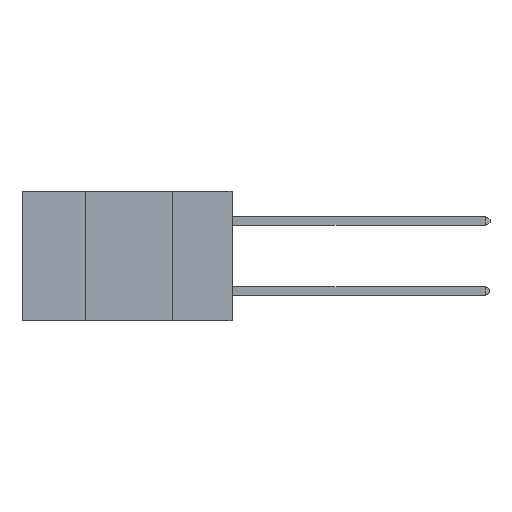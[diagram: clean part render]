
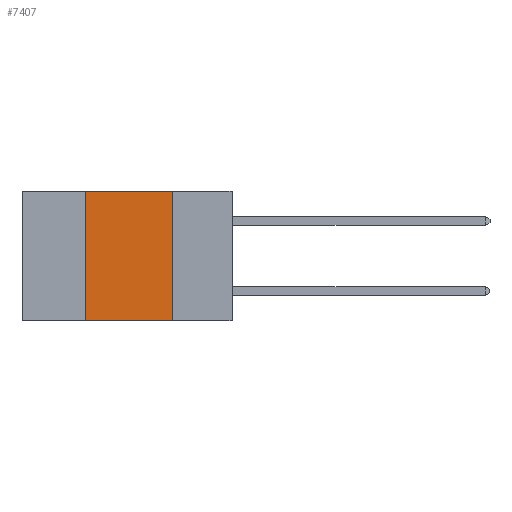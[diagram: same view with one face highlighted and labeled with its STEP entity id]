
A CAD part, left-side view. The second image highlights one B-rep face of the part: STEP entity #7407.
In plain terms, the highlighted planar face has unit normal (-1, 0, 0).
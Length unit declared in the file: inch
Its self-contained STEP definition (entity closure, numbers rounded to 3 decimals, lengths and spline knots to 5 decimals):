
#135 = EDGE_CURVE ( 'NONE', #5612, #13997, #10214, .T. ) ;
#501 = DIRECTION ( 'NONE',  ( 0., 0., -1. ) ) ;
#973 = DIRECTION ( 'NONE',  ( 0., -1., 0. ) ) ;
#1966 = CARTESIAN_POINT ( 'NONE',  ( 0., 0.17, -0.37 ) ) ;
#2226 = CARTESIAN_POINT ( 'NONE',  ( 0., 0.42, 0. ) ) ;
#2634 = EDGE_CURVE ( 'NONE', #14160, #5612, #5329, .T. ) ;
#2938 = CARTESIAN_POINT ( 'NONE',  ( 0., 0.42, 0. ) ) ;
#3498 = PLANE ( 'NONE',  #14236 ) ;
#4166 = CARTESIAN_POINT ( 'NONE',  ( 0., 0.6, -0.37 ) ) ;
#4249 = ORIENTED_EDGE ( 'NONE', *, *, #2634, .F. ) ;
#5329 = LINE ( 'NONE', #7021, #11255 ) ;
#5612 = VERTEX_POINT ( 'NONE', #8653 ) ;
#5636 = VECTOR ( 'NONE', #11285, 39.37008 ) ;
#6023 = CARTESIAN_POINT ( 'NONE',  ( 0., 0.6, 0. ) ) ;
#6197 = ORIENTED_EDGE ( 'NONE', *, *, #12397, .T. ) ;
#6406 = VERTEX_POINT ( 'NONE', #6479 ) ;
#6433 = LINE ( 'NONE', #4166, #5636 ) ;
#6479 = CARTESIAN_POINT ( 'NONE',  ( 0., 0.42, -0.37 ) ) ;
#6703 = CARTESIAN_POINT ( 'NONE',  ( 0., 0.17, 0. ) ) ;
#7021 = CARTESIAN_POINT ( 'NONE',  ( 0., 0.6, 0. ) ) ;
#7221 = DIRECTION ( 'NONE',  ( 1., 0., 0. ) ) ;
#7407 = ADVANCED_FACE ( 'NONE', ( #14270 ), #3498, .F. ) ;
#8653 = CARTESIAN_POINT ( 'NONE',  ( 0., 0.17, 0. ) ) ;
#8661 = ORIENTED_EDGE ( 'NONE', *, *, #135, .F. ) ;
#8674 = DIRECTION ( 'NONE',  ( 0., 0., -1. ) ) ;
#10214 = LINE ( 'NONE', #6703, #12908 ) ;
#11255 = VECTOR ( 'NONE', #973, 39.37008 ) ;
#11285 = DIRECTION ( 'NONE',  ( 0., -1., 0. ) ) ;
#11636 = EDGE_LOOP ( 'NONE', ( #8661, #4249, #12577, #6197 ) ) ;
#12397 = EDGE_CURVE ( 'NONE', #6406, #13997, #6433, .T. ) ;
#12400 = DIRECTION ( 'NONE',  ( 0., 0., 1. ) ) ;
#12577 = ORIENTED_EDGE ( 'NONE', *, *, #13905, .F. ) ;
#12908 = VECTOR ( 'NONE', #501, 39.37008 ) ;
#13905 = EDGE_CURVE ( 'NONE', #6406, #14160, #15065, .T. ) ;
#13997 = VERTEX_POINT ( 'NONE', #1966 ) ;
#14160 = VERTEX_POINT ( 'NONE', #2226 ) ;
#14236 = AXIS2_PLACEMENT_3D ( 'NONE', #6023, #7221, #8674 ) ;
#14270 = FACE_OUTER_BOUND ( 'NONE', #11636, .T. ) ;
#14707 = VECTOR ( 'NONE', #12400, 39.37008 ) ;
#15065 = LINE ( 'NONE', #2938, #14707 ) ;
